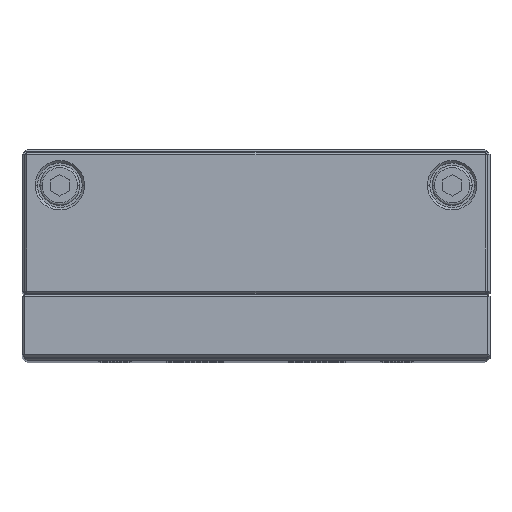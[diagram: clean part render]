
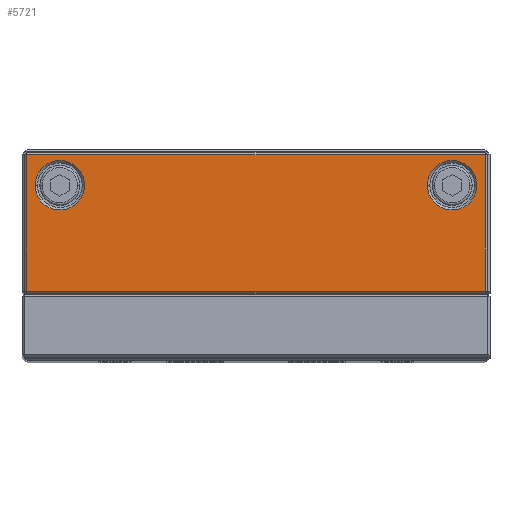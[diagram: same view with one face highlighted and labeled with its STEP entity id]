
A CAD part, top view. The second image highlights one B-rep face of the part: STEP entity #5721.
In plain terms, the highlighted planar face has unit normal (0, 0, 1).
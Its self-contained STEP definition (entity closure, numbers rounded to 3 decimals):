
#4561=FACE_BOUND('',#8070,.T.);
#4562=FACE_BOUND('',#8071,.T.);
#4563=FACE_BOUND('',#8072,.T.);
#4778=PLANE('',#24967);
#5721=ADVANCED_FACE('',(#4561,#4562,#4563),#4778,.T.);
#8070=EDGE_LOOP('',(#13847,#13848,#13849,#13850));
#8071=EDGE_LOOP('',(#13851,#13852));
#8072=EDGE_LOOP('',(#13853,#13854));
#9397=LINE('',#31480,#11572);
#9398=LINE('',#31483,#11573);
#9399=LINE('',#31485,#11574);
#9400=LINE('',#31487,#11575);
#11572=VECTOR('',#26492,1.);
#11573=VECTOR('',#26493,1.);
#11574=VECTOR('',#26494,1.);
#11575=VECTOR('',#26495,1.);
#13847=ORIENTED_EDGE('',*,*,#21601,.T.);
#13848=ORIENTED_EDGE('',*,*,#21602,.T.);
#13849=ORIENTED_EDGE('',*,*,#21603,.T.);
#13850=ORIENTED_EDGE('',*,*,#21604,.T.);
#13851=ORIENTED_EDGE('',*,*,#21527,.T.);
#13852=ORIENTED_EDGE('',*,*,#21600,.T.);
#13853=ORIENTED_EDGE('',*,*,#21531,.T.);
#13854=ORIENTED_EDGE('',*,*,#21599,.T.);
#19615=VERTEX_POINT('',#31326);
#19616=VERTEX_POINT('',#31328);
#19619=VERTEX_POINT('',#31335);
#19620=VERTEX_POINT('',#31337);
#19661=VERTEX_POINT('',#31481);
#19662=VERTEX_POINT('',#31482);
#19663=VERTEX_POINT('',#31484);
#19664=VERTEX_POINT('',#31486);
#21527=EDGE_CURVE('',#19616,#19615,#24483,.T.);
#21531=EDGE_CURVE('',#19620,#19619,#24485,.T.);
#21599=EDGE_CURVE('',#19619,#19620,#24508,.T.);
#21600=EDGE_CURVE('',#19615,#19616,#24509,.T.);
#21601=EDGE_CURVE('',#19661,#19662,#9397,.T.);
#21602=EDGE_CURVE('',#19662,#19663,#9398,.T.);
#21603=EDGE_CURVE('',#19663,#19664,#9399,.T.);
#21604=EDGE_CURVE('',#19664,#19661,#9400,.T.);
#24483=CIRCLE('',#24906,5.25);
#24485=CIRCLE('',#24909,5.25);
#24508=CIRCLE('',#24963,5.25);
#24509=CIRCLE('',#24965,5.25);
#24906=AXIS2_PLACEMENT_3D('',#31327,#26323,#26324);
#24909=AXIS2_PLACEMENT_3D('',#31336,#26331,#26332);
#24963=AXIS2_PLACEMENT_3D('',#31476,#26484,#26485);
#24965=AXIS2_PLACEMENT_3D('',#31478,#26488,#26489);
#24967=AXIS2_PLACEMENT_3D('',#31488,#26496,#26497);
#26323=DIRECTION('',(0.,0.,-1.));
#26324=DIRECTION('',(1.,0.,0.));
#26331=DIRECTION('',(0.,0.,-1.));
#26332=DIRECTION('',(1.,0.,0.));
#26484=DIRECTION('',(0.,0.,-1.));
#26485=DIRECTION('',(1.,0.,0.));
#26488=DIRECTION('',(0.,0.,-1.));
#26489=DIRECTION('',(1.,0.,0.));
#26492=DIRECTION('',(0.,-1.,0.));
#26493=DIRECTION('',(1.,0.,0.));
#26494=DIRECTION('',(0.,1.,0.));
#26495=DIRECTION('',(-1.,0.,0.));
#26496=DIRECTION('',(0.,0.,1.));
#26497=DIRECTION('',(1.,0.,0.));
#31326=CARTESIAN_POINT('',(36.45,37.25,161.5));
#31327=CARTESIAN_POINT('',(41.7,37.25,161.5));
#31328=CARTESIAN_POINT('',(46.95,37.25,161.5));
#31335=CARTESIAN_POINT('',(-46.95,37.25,161.5));
#31336=CARTESIAN_POINT('',(-41.7,37.25,161.5));
#31337=CARTESIAN_POINT('',(-36.45,37.25,161.5));
#31476=CARTESIAN_POINT('',(-41.7,37.25,161.5));
#31478=CARTESIAN_POINT('',(41.7,37.25,161.5));
#31480=CARTESIAN_POINT('',(-48.7,14.25,161.5));
#31481=CARTESIAN_POINT('',(-48.7,43.75,161.5));
#31482=CARTESIAN_POINT('',(-48.7,14.75,161.5));
#31483=CARTESIAN_POINT('',(49.2,14.75,161.5));
#31484=CARTESIAN_POINT('',(48.7,14.75,161.5));
#31485=CARTESIAN_POINT('',(48.7,44.25,161.5));
#31486=CARTESIAN_POINT('',(48.7,43.75,161.5));
#31487=CARTESIAN_POINT('',(-49.2,43.75,161.5));
#31488=CARTESIAN_POINT('',(-49.2,14.25,161.5));
